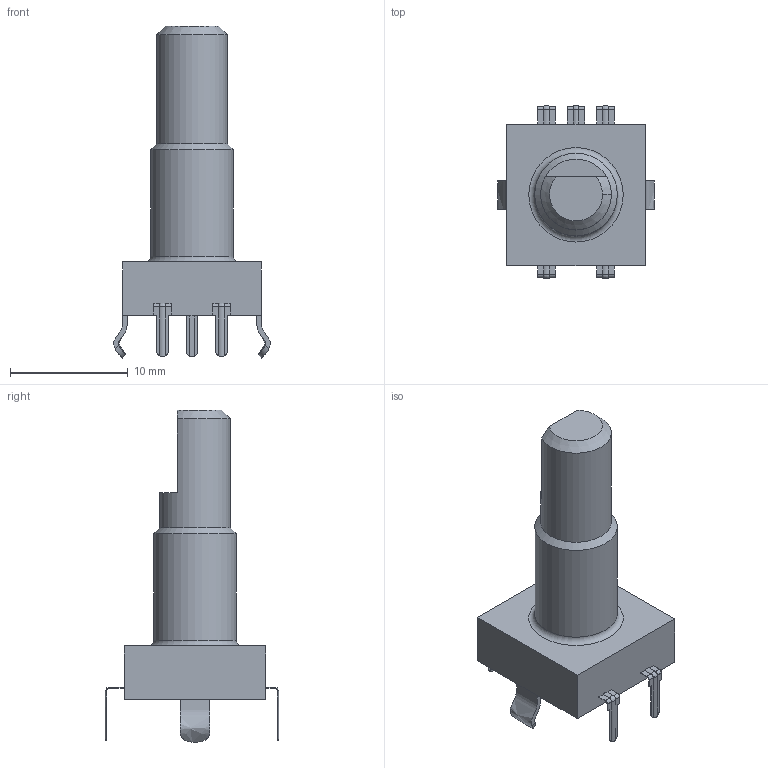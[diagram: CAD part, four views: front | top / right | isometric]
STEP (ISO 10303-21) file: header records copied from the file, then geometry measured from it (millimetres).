
FILE_DESCRIPTION(('FreeCAD Model'),'2;1');
FILE_NAME('Open CASCADE Shape Model','2024-07-02T01:11:58',(''),(''), 'Open CASCADE STEP processor 7.6','FreeCAD','Unknown');
FILE_SCHEMA(('AUTOMOTIVE_DESIGN { 1 0 10303 214 1 1 1 1 }'));
Length unit declared in the file: millimetre
Products named in the file (9): EC11Nxxb00; Body; Shaft; Terminals; TerminalA; TerminalB; TerminalC; TerminalD; TerminalE
Assembly tree (8 placements, depth 3):
  EC11Nxxb00
    Body
    Shaft
    Terminals
      TerminalA
      TerminalB
      TerminalC
      TerminalD
      TerminalE
Bounding box: 13.26 x 14.68 x 28.14 mm (x, y, z)
Volume: 1265.5 mm3; surface area: 1046.3 mm2
Topology: 7 solids, 7 shells, 162 faces, 372 edges, 226 vertices
Faces by surface type: plane 108, cylinder 41, revolution 5, bspline 4, cone 3, torus 1
Full cylindrical faces by diameter (mm): 6 x1, 7 x1
Entity records: 5658 total; most frequent: CARTESIAN_POINT 1792, DIRECTION 767, ORIENTED_EDGE 744, EDGE_CURVE 372, LINE 260, VECTOR 260, AXIS2_PLACEMENT_3D 251, VERTEX_POINT 226
